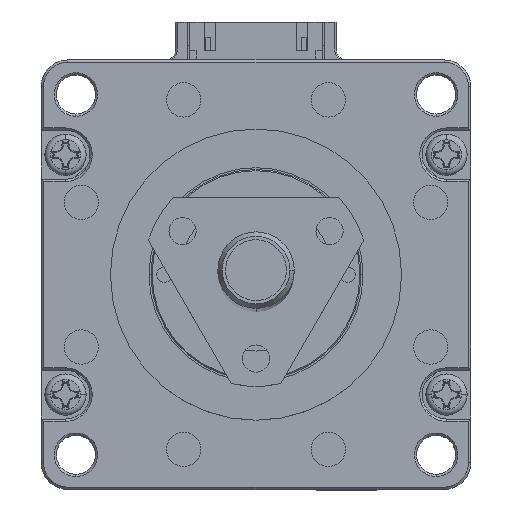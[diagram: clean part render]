
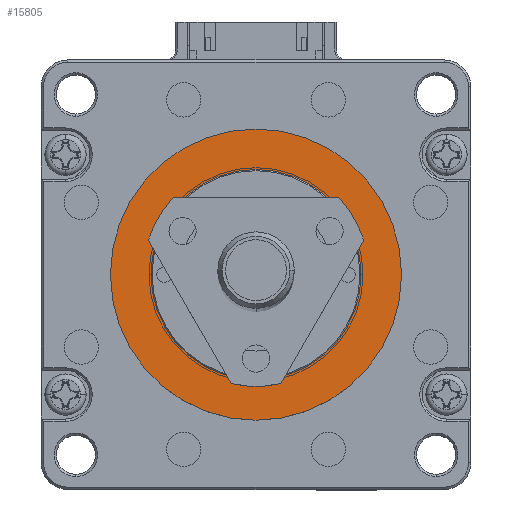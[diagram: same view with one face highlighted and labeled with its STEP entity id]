
A CAD part, top view. The second image highlights one B-rep face of the part: STEP entity #15805.
In plain terms, the highlighted planar face has unit normal (0, 0, 1).
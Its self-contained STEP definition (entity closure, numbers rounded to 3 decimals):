
#115 = CARTESIAN_POINT ( 'NONE',  ( 0., 0., 1.6 ) ) ;
#1127 = CARTESIAN_POINT ( 'NONE',  ( 0., 0., 1.6 ) ) ;
#1955 = AXIS2_PLACEMENT_3D ( 'NONE', #22405, #6254, #14105 ) ;
#2805 = DIRECTION ( 'NONE',  ( 0., 0., 1. ) ) ;
#2903 = PLANE ( 'NONE',  #13202 ) ;
#2913 = CIRCLE ( 'NONE', #1955, 13.75 ) ;
#3114 = EDGE_LOOP ( 'NONE', ( #9503, #11450 ) ) ;
#3371 = AXIS2_PLACEMENT_3D ( 'NONE', #1127, #5255, #17248 ) ;
#3958 = EDGE_CURVE ( 'NONE', #11642, #18732, #12605, .T. ) ;
#4785 = EDGE_CURVE ( 'NONE', #13262, #26049, #8833, .T. ) ;
#5255 = DIRECTION ( 'NONE',  ( 0., 0., -1. ) ) ;
#6254 = DIRECTION ( 'NONE',  ( 0., 0., -1. ) ) ;
#7620 = CARTESIAN_POINT ( 'NONE',  ( 0., 0., 1.6 ) ) ;
#8240 = CARTESIAN_POINT ( 'NONE',  ( 0., 19.05, 1.6 ) ) ;
#8404 = EDGE_CURVE ( 'NONE', #26049, #13262, #22511, .T. ) ;
#8833 = CIRCLE ( 'NONE', #20892, 19.05 ) ;
#8960 = EDGE_LOOP ( 'NONE', ( #10067, #25119 ) ) ;
#9503 = ORIENTED_EDGE ( 'NONE', *, *, #3958, .T. ) ;
#10067 = ORIENTED_EDGE ( 'NONE', *, *, #8404, .F. ) ;
#10167 = CARTESIAN_POINT ( 'NONE',  ( 0., -13.75, 1.6 ) ) ;
#11402 = CARTESIAN_POINT ( 'NONE',  ( 0., -19.05, 1.6 ) ) ;
#11450 = ORIENTED_EDGE ( 'NONE', *, *, #15028, .T. ) ;
#11642 = VERTEX_POINT ( 'NONE', #20004 ) ;
#12605 = CIRCLE ( 'NONE', #3371, 13.75 ) ;
#12678 = DIRECTION ( 'NONE',  ( 1., 0., 0. ) ) ;
#12762 = CARTESIAN_POINT ( 'NONE',  ( -24.6, -24.6, 1.6 ) ) ;
#13202 = AXIS2_PLACEMENT_3D ( 'NONE', #12762, #2805, #12678 ) ;
#13262 = VERTEX_POINT ( 'NONE', #8240 ) ;
#14105 = DIRECTION ( 'NONE',  ( 0., 1., 0. ) ) ;
#15028 = EDGE_CURVE ( 'NONE', #18732, #11642, #2913, .T. ) ;
#15805 = ADVANCED_FACE ( 'NONE', ( #19549, #21402 ), #2903, .T. ) ;
#17248 = DIRECTION ( 'NONE',  ( 0., 1., 0. ) ) ;
#17758 = DIRECTION ( 'NONE',  ( 0., 0., -1. ) ) ;
#18674 = AXIS2_PLACEMENT_3D ( 'NONE', #7620, #17758, #19755 ) ;
#18732 = VERTEX_POINT ( 'NONE', #10167 ) ;
#19549 = FACE_OUTER_BOUND ( 'NONE', #8960, .T. ) ;
#19755 = DIRECTION ( 'NONE',  ( 0., -1., 0. ) ) ;
#20004 = CARTESIAN_POINT ( 'NONE',  ( 0., 13.75, 1.6 ) ) ;
#20257 = DIRECTION ( 'NONE',  ( 0., -1., 0. ) ) ;
#20892 = AXIS2_PLACEMENT_3D ( 'NONE', #115, #22247, #20257 ) ;
#21402 = FACE_BOUND ( 'NONE', #3114, .T. ) ;
#22247 = DIRECTION ( 'NONE',  ( 0., 0., -1. ) ) ;
#22405 = CARTESIAN_POINT ( 'NONE',  ( 0., 0., 1.6 ) ) ;
#22511 = CIRCLE ( 'NONE', #18674, 19.05 ) ;
#25119 = ORIENTED_EDGE ( 'NONE', *, *, #4785, .F. ) ;
#26049 = VERTEX_POINT ( 'NONE', #11402 ) ;
